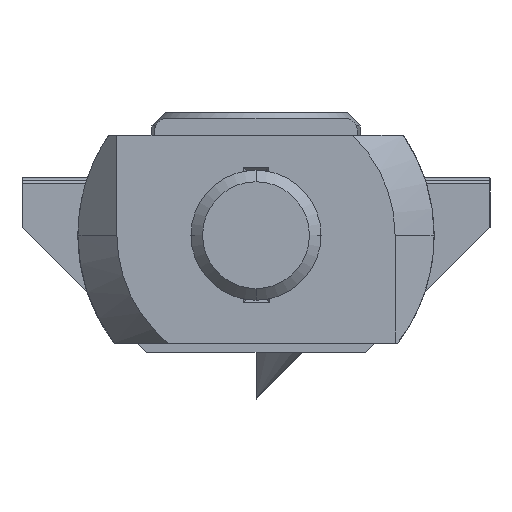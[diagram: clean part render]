
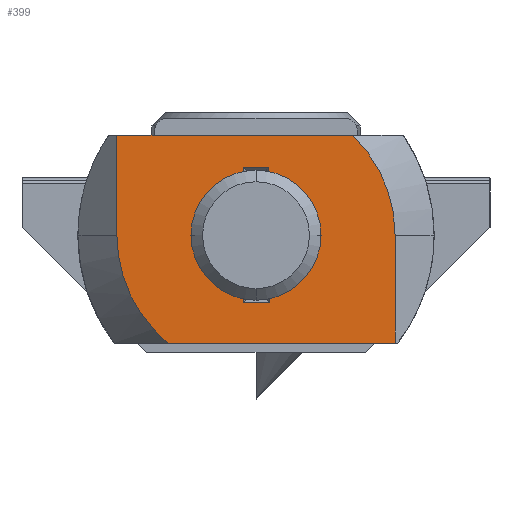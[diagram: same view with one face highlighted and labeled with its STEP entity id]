
A CAD part, front view. The second image highlights one B-rep face of the part: STEP entity #399.
In plain terms, the highlighted planar face has unit normal (0, -1, 0).
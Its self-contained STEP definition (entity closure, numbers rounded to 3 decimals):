
#51 = EDGE_CURVE ( 'NONE', #6087, #5691, #614, .T. ) ;
#59 = CARTESIAN_POINT ( 'NONE',  ( 0.5, -59.1, 7.1 ) ) ;
#185 = DIRECTION ( 'NONE',  ( -1., 0., 0. ) ) ;
#200 = CARTESIAN_POINT ( 'NONE',  ( 0., -59.1, 4.5 ) ) ;
#338 = LINE ( 'NONE', #8609, #9925 ) ;
#388 = CARTESIAN_POINT ( 'NONE',  ( 6.066, -59.1, 1.9 ) ) ;
#399 = ADVANCED_FACE ( 'NONE', ( #2636, #4499 ), #8265, .F. ) ;
#580 = CARTESIAN_POINT ( 'NONE',  ( -0.5, -59.1, 6.436 ) ) ;
#609 = VERTEX_POINT ( 'NONE', #6829 ) ;
#614 = LINE ( 'NONE', #2144, #8149 ) ;
#657 = VECTOR ( 'NONE', #9821, 1000. ) ;
#669 = VERTEX_POINT ( 'NONE', #9674 ) ;
#830 = CARTESIAN_POINT ( 'NONE',  ( 0., -59.1, 4.5 ) ) ;
#859 = CARTESIAN_POINT ( 'NONE',  ( 6.066, -59.1, 8.35 ) ) ;
#882 = CARTESIAN_POINT ( 'NONE',  ( -0.5, -59.1, 2.564 ) ) ;
#935 = VECTOR ( 'NONE', #11172, 1000. ) ;
#1053 = DIRECTION ( 'NONE',  ( 0., -1., 0. ) ) ;
#1057 = ORIENTED_EDGE ( 'NONE', *, *, #7691, .F. ) ;
#1122 = ORIENTED_EDGE ( 'NONE', *, *, #51, .F. ) ;
#1418 = CARTESIAN_POINT ( 'NONE',  ( 0., -59.1, 4.5 ) ) ;
#1667 = AXIS2_PLACEMENT_3D ( 'NONE', #11131, #2872, #11168 ) ;
#1711 = VERTEX_POINT ( 'NONE', #8311 ) ;
#1771 = VERTEX_POINT ( 'NONE', #9395 ) ;
#1952 = CARTESIAN_POINT ( 'NONE',  ( -5.35, -59.1, 8.35 ) ) ;
#2047 = ORIENTED_EDGE ( 'NONE', *, *, #11602, .F. ) ;
#2143 = ORIENTED_EDGE ( 'NONE', *, *, #7894, .F. ) ;
#2144 = CARTESIAN_POINT ( 'NONE',  ( -0.5, -59.1, 0.35 ) ) ;
#2145 = VERTEX_POINT ( 'NONE', #10815 ) ;
#2163 = CIRCLE ( 'NONE', #2195, 5.35 ) ;
#2175 = AXIS2_PLACEMENT_3D ( 'NONE', #9283, #1053, #11213 ) ;
#2195 = AXIS2_PLACEMENT_3D ( 'NONE', #830, #10109, #7280 ) ;
#2237 = LINE ( 'NONE', #11507, #6455 ) ;
#2246 = CARTESIAN_POINT ( 'NONE',  ( -0.5, -59.1, 7.1 ) ) ;
#2290 = ORIENTED_EDGE ( 'NONE', *, *, #2359, .F. ) ;
#2299 = DIRECTION ( 'NONE',  ( 0., -1., 0. ) ) ;
#2331 = ORIENTED_EDGE ( 'NONE', *, *, #7397, .F. ) ;
#2359 = EDGE_CURVE ( 'NONE', #4740, #2536, #10036, .T. ) ;
#2536 = VERTEX_POINT ( 'NONE', #10758 ) ;
#2636 = FACE_BOUND ( 'NONE', #3839, .T. ) ;
#2872 = DIRECTION ( 'NONE',  ( 0., 1., 0. ) ) ;
#3120 = DIRECTION ( 'NONE',  ( 0., 0., -1. ) ) ;
#3133 = DIRECTION ( 'NONE',  ( 0., 0., 1. ) ) ;
#3240 = DIRECTION ( 'NONE',  ( 0., 0., 1. ) ) ;
#3439 = LINE ( 'NONE', #6571, #4729 ) ;
#3444 = ORIENTED_EDGE ( 'NONE', *, *, #11831, .F. ) ;
#3603 = EDGE_CURVE ( 'NONE', #10383, #2145, #2163, .T. ) ;
#3635 = EDGE_CURVE ( 'NONE', #7749, #9964, #11740, .T. ) ;
#3839 = EDGE_LOOP ( 'NONE', ( #5397, #11898, #11531, #5296, #2290, #3964, #11252, #5031, #1122, #11590 ) ) ;
#3964 = ORIENTED_EDGE ( 'NONE', *, *, #8451, .F. ) ;
#4020 = EDGE_LOOP ( 'NONE', ( #9182, #1057, #2047, #3444, #2143, #2331 ) ) ;
#4246 = EDGE_CURVE ( 'NONE', #5691, #7749, #10995, .T. ) ;
#4499 = FACE_OUTER_BOUND ( 'NONE', #4020, .T. ) ;
#4729 = VECTOR ( 'NONE', #8435, 1000. ) ;
#4740 = VERTEX_POINT ( 'NONE', #5946 ) ;
#4913 = DIRECTION ( 'NONE',  ( 1., 0., 0. ) ) ;
#5031 = ORIENTED_EDGE ( 'NONE', *, *, #4246, .F. ) ;
#5181 = CARTESIAN_POINT ( 'NONE',  ( 5.35, -59.1, 0.35 ) ) ;
#5283 = CARTESIAN_POINT ( 'NONE',  ( -5.35, -59.1, 0.35 ) ) ;
#5296 = ORIENTED_EDGE ( 'NONE', *, *, #5492, .F. ) ;
#5302 = VECTOR ( 'NONE', #6858, 1000. ) ;
#5362 = DIRECTION ( 'NONE',  ( 0., 0., 1. ) ) ;
#5377 = VECTOR ( 'NONE', #4913, 1000. ) ;
#5397 = ORIENTED_EDGE ( 'NONE', *, *, #11118, .F. ) ;
#5455 = LINE ( 'NONE', #10541, #5302 ) ;
#5492 = EDGE_CURVE ( 'NONE', #2536, #6605, #3439, .T. ) ;
#5582 = CARTESIAN_POINT ( 'NONE',  ( -2., -59.1, 4.5 ) ) ;
#5691 = VERTEX_POINT ( 'NONE', #580 ) ;
#5793 = AXIS2_PLACEMENT_3D ( 'NONE', #6872, #2299, #8697 ) ;
#5946 = CARTESIAN_POINT ( 'NONE',  ( -0.5, -59.1, 1.9 ) ) ;
#5967 = EDGE_CURVE ( 'NONE', #9643, #6087, #5455, .T. ) ;
#6087 = VERTEX_POINT ( 'NONE', #2246 ) ;
#6446 = LINE ( 'NONE', #859, #935 ) ;
#6455 = VECTOR ( 'NONE', #11379, 1000. ) ;
#6571 = CARTESIAN_POINT ( 'NONE',  ( 0.5, -59.1, 0.35 ) ) ;
#6605 = VERTEX_POINT ( 'NONE', #12013 ) ;
#6829 = CARTESIAN_POINT ( 'NONE',  ( 0.5, -59.1, 6.436 ) ) ;
#6858 = DIRECTION ( 'NONE',  ( -1., 0., 0. ) ) ;
#6872 = CARTESIAN_POINT ( 'NONE',  ( 0., -59.1, 4.5 ) ) ;
#6875 = AXIS2_PLACEMENT_3D ( 'NONE', #200, #10340, #8757 ) ;
#7280 = DIRECTION ( 'NONE',  ( -1., 0., 0. ) ) ;
#7397 = EDGE_CURVE ( 'NONE', #2145, #8438, #2237, .T. ) ;
#7447 = CIRCLE ( 'NONE', #5793, 2. ) ;
#7511 = CARTESIAN_POINT ( 'NONE',  ( 0., -59.1, 4.5 ) ) ;
#7691 = EDGE_CURVE ( 'NONE', #10914, #10383, #6446, .T. ) ;
#7749 = VERTEX_POINT ( 'NONE', #5582 ) ;
#7894 = EDGE_CURVE ( 'NONE', #8438, #1711, #338, .T. ) ;
#7979 = EDGE_CURVE ( 'NONE', #1771, #609, #7447, .T. ) ;
#8045 = CIRCLE ( 'NONE', #6875, 2. ) ;
#8078 = CARTESIAN_POINT ( 'NONE',  ( 3.715, -59.1, 8.35 ) ) ;
#8149 = VECTOR ( 'NONE', #3120, 1000. ) ;
#8265 = PLANE ( 'NONE',  #1667 ) ;
#8311 = CARTESIAN_POINT ( 'NONE',  ( -3.376, -59.1, 0.35 ) ) ;
#8335 = EDGE_CURVE ( 'NONE', #6605, #1771, #8045, .T. ) ;
#8435 = DIRECTION ( 'NONE',  ( 0., 0., 1. ) ) ;
#8438 = VERTEX_POINT ( 'NONE', #5181 ) ;
#8451 = EDGE_CURVE ( 'NONE', #9964, #4740, #11366, .T. ) ;
#8609 = CARTESIAN_POINT ( 'NONE',  ( 6.066, -59.1, 0.35 ) ) ;
#8697 = DIRECTION ( 'NONE',  ( -1., 0., 0. ) ) ;
#8757 = DIRECTION ( 'NONE',  ( -1., 0., 0. ) ) ;
#8883 = DIRECTION ( 'NONE',  ( 0., 1., 0. ) ) ;
#8929 = CARTESIAN_POINT ( 'NONE',  ( -0.5, -59.1, 0.35 ) ) ;
#8982 = CIRCLE ( 'NONE', #11681, 5.35 ) ;
#9137 = VECTOR ( 'NONE', #5362, 1000. ) ;
#9182 = ORIENTED_EDGE ( 'NONE', *, *, #3603, .F. ) ;
#9283 = CARTESIAN_POINT ( 'NONE',  ( 0., -59.1, 4.5 ) ) ;
#9294 = DIRECTION ( 'NONE',  ( -1., 0., 0. ) ) ;
#9395 = CARTESIAN_POINT ( 'NONE',  ( 2., -59.1, 4.5 ) ) ;
#9643 = VERTEX_POINT ( 'NONE', #59 ) ;
#9674 = CARTESIAN_POINT ( 'NONE',  ( -5.35, -59.1, 4.5 ) ) ;
#9732 = VECTOR ( 'NONE', #3133, 1000. ) ;
#9821 = DIRECTION ( 'NONE',  ( 0., 0., -1. ) ) ;
#9925 = VECTOR ( 'NONE', #185, 1000. ) ;
#9964 = VERTEX_POINT ( 'NONE', #882 ) ;
#10036 = LINE ( 'NONE', #388, #5377 ) ;
#10109 = DIRECTION ( 'NONE',  ( 0., 1., 0. ) ) ;
#10340 = DIRECTION ( 'NONE',  ( 0., -1., 0. ) ) ;
#10350 = DIRECTION ( 'NONE',  ( 0., -1., 0. ) ) ;
#10383 = VERTEX_POINT ( 'NONE', #8078 ) ;
#10541 = CARTESIAN_POINT ( 'NONE',  ( 6.066, -59.1, 7.1 ) ) ;
#10758 = CARTESIAN_POINT ( 'NONE',  ( 0.5, -59.1, 1.9 ) ) ;
#10815 = CARTESIAN_POINT ( 'NONE',  ( 5.35, -59.1, 4.5 ) ) ;
#10914 = VERTEX_POINT ( 'NONE', #1952 ) ;
#10995 = CIRCLE ( 'NONE', #2175, 2. ) ;
#11006 = LINE ( 'NONE', #5283, #9137 ) ;
#11118 = EDGE_CURVE ( 'NONE', #609, #9643, #11445, .T. ) ;
#11123 = AXIS2_PLACEMENT_3D ( 'NONE', #7511, #10350, #9294 ) ;
#11131 = CARTESIAN_POINT ( 'NONE',  ( 6.066, -59.1, 0.35 ) ) ;
#11168 = DIRECTION ( 'NONE',  ( 0., 0., 1. ) ) ;
#11172 = DIRECTION ( 'NONE',  ( 1., 0., 0. ) ) ;
#11213 = DIRECTION ( 'NONE',  ( -1., 0., 0. ) ) ;
#11252 = ORIENTED_EDGE ( 'NONE', *, *, #3635, .F. ) ;
#11366 = LINE ( 'NONE', #8929, #657 ) ;
#11379 = DIRECTION ( 'NONE',  ( 0., 0., -1. ) ) ;
#11435 = CARTESIAN_POINT ( 'NONE',  ( 0.5, -59.1, 0.35 ) ) ;
#11445 = LINE ( 'NONE', #11435, #9732 ) ;
#11507 = CARTESIAN_POINT ( 'NONE',  ( 5.35, -59.1, 0.35 ) ) ;
#11531 = ORIENTED_EDGE ( 'NONE', *, *, #8335, .F. ) ;
#11590 = ORIENTED_EDGE ( 'NONE', *, *, #5967, .F. ) ;
#11602 = EDGE_CURVE ( 'NONE', #669, #10914, #11006, .T. ) ;
#11681 = AXIS2_PLACEMENT_3D ( 'NONE', #1418, #8883, #3240 ) ;
#11740 = CIRCLE ( 'NONE', #11123, 2. ) ;
#11831 = EDGE_CURVE ( 'NONE', #1711, #669, #8982, .T. ) ;
#11898 = ORIENTED_EDGE ( 'NONE', *, *, #7979, .F. ) ;
#12013 = CARTESIAN_POINT ( 'NONE',  ( 0.5, -59.1, 2.564 ) ) ;
